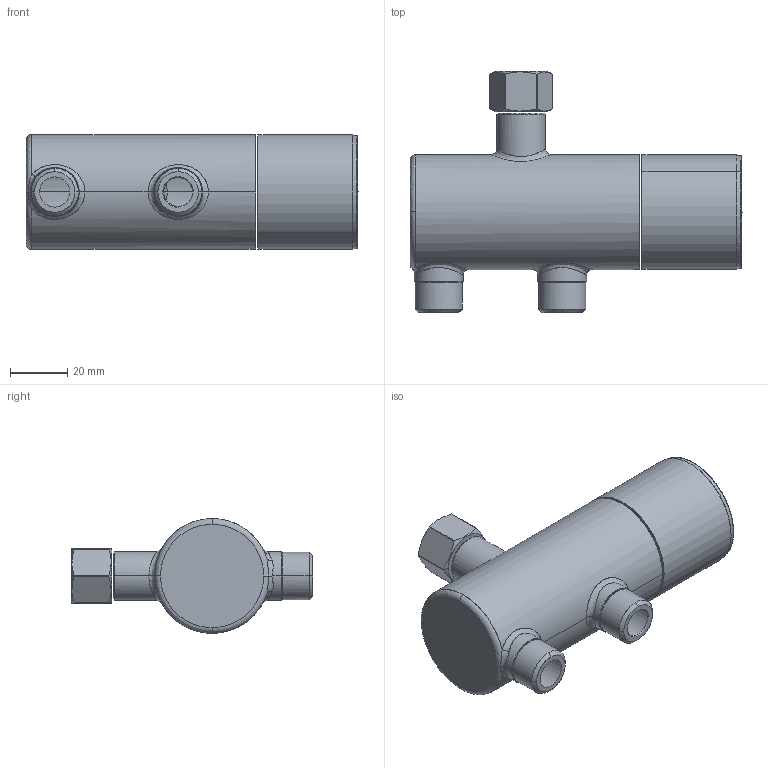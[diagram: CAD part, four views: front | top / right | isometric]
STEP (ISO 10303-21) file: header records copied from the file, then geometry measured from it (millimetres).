
FILE_DESCRIPTION(('CATIA V5 STEP Exchange','CAx-IF Rec.Pracs.--- Model Styling and Organization---1.5--- 2016-08-15','CAx-IF Rec.Pracs.---Supplemental Geometry---1.0---2011-11-01','CAx-IF Rec.Pracs.--- Composite Materials ---3.4---2017-06-13','CAx-IF Rec.Pracs.---Tessellated 3D Geometry---1.0---2015-12-17'),'2;1');
FILE_NAME('TXT83010.stp','2024-07-09T06:24:00+00:00',('none'),('none'),'CATIA Version 5-6 Release 2020 SP2','CATIA V5 STEP AP242 v2','none');
FILE_SCHEMA(('AP242_MANAGED_MODEL_BASED_3D_ENGINEERING_MIM_LF {1 0 10303 442 1 1 4}'));
Length unit declared in the file: millimetre
Products named in the file (1): TX_T83010_ASM
Bounding box: 115.64 x 84 x 40 mm (x, y, z)
Volume: 19912.5 mm3; surface area: 29773 mm2
Topology: 3 solids, 82 shells, 286 faces, 1056 edges, 864 vertices
Faces by surface type: revolution 98, cylinder 91, plane 89, bspline 8
Entity records: 14212 total; most frequent: CARTESIAN_POINT 6348, ORIENTED_EDGE 1644, EDGE_CURVE 1050, DIRECTION 893, VERTEX_POINT 864, B_SPLINE_CURVE_WITH_KNOTS 515, AXIS2_PLACEMENT_3D 435, CIRCLE 339
